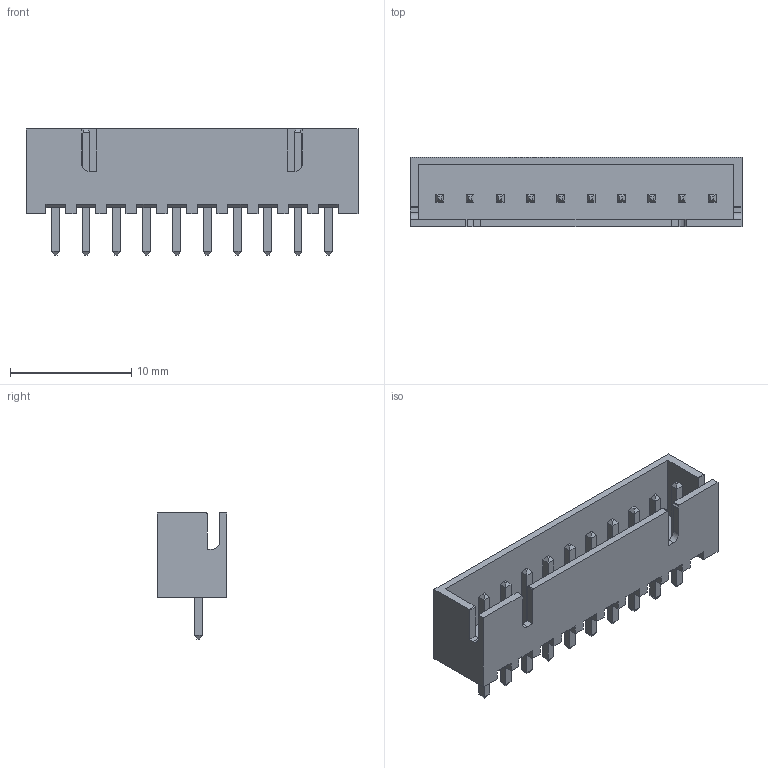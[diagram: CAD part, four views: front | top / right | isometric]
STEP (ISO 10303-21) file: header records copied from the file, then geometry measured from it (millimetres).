
FILE_DESCRIPTION(('FreeCAD Model'),'2;1');
FILE_NAME('Open CASCADE Shape Model','2024-09-07T14:06:34',(''),(''), 'Open CASCADE STEP processor 7.7','FreeCAD','Unknown');
FILE_SCHEMA(('AUTOMOTIVE_DESIGN { 1 0 10303 214 1 1 1 1 }'));
Length unit declared in the file: millimetre
Products named in the file (4): th_header_b10b_xh_a; Array; Leg; Body
Assembly tree (13 placements, depth 3):
  th_header_b10b_xh_a
    Array
      Leg  x10
    Leg
    Body
Bounding box: 27.4 x 5.75 x 10.4 mm (x, y, z)
Volume: 437.9 mm3; surface area: 1451.5 mm2
Topology: 12 solids, 12 shells, 286 faces, 718 edges, 456 vertices
Faces by surface type: plane 274, cylinder 12
Entity records: 5067 total; most frequent: CARTESIAN_POINT 894, ORIENTED_EDGE 876, DIRECTION 782, EDGE_CURVE 438, LINE 414, VECTOR 414, VERTEX_POINT 296, AXIS2_PLACEMENT_3D 184
